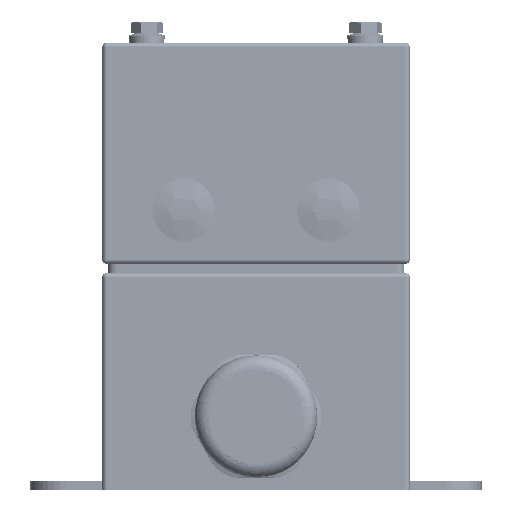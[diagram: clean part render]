
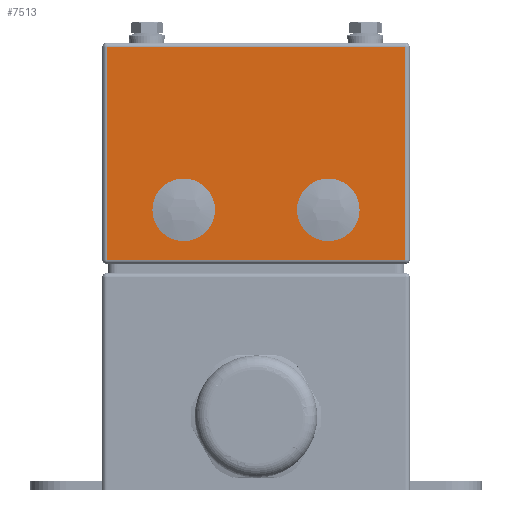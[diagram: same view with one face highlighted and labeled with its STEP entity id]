
A CAD part, front view. The second image highlights one B-rep face of the part: STEP entity #7513.
In plain terms, the highlighted planar face has unit normal (0, -1, 0).
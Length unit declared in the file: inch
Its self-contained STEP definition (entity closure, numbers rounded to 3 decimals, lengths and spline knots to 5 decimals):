
#5533 = AXIS2_PLACEMENT_3D ( 'NONE', #73200, #13304, #37054 ) ;
#5991 = EDGE_CURVE ( 'NONE', #16019, #61761, #39254, .T. ) ;
#6820 = VECTOR ( 'NONE', #45114, 39.37008 ) ;
#7391 = CARTESIAN_POINT ( 'NONE',  ( -2.065, -4.275, 1.47 ) ) ;
#7513 = ADVANCED_FACE ( 'NONE', ( #49809, #20208, #38135 ), #24915, .F. ) ;
#9261 = DIRECTION ( 'NONE',  ( 1., 0., 0. ) ) ;
#10138 = CARTESIAN_POINT ( 'NONE',  ( -2.065, -4.275, -1.47 ) ) ;
#10161 = VECTOR ( 'NONE', #9261, 39.37008 ) ;
#10882 = EDGE_CURVE ( 'NONE', #15349, #16019, #19058, .T. ) ;
#11433 = CIRCLE ( 'NONE', #51237, 0.375 ) ;
#12588 = EDGE_CURVE ( 'NONE', #34527, #22339, #50164, .T. ) ;
#13026 = CARTESIAN_POINT ( 'NONE',  ( 1., -4.275, -1.155 ) ) ;
#13304 = DIRECTION ( 'NONE',  ( 0., -1., 0. ) ) ;
#15349 = VERTEX_POINT ( 'NONE', #53873 ) ;
#16019 = VERTEX_POINT ( 'NONE', #7391 ) ;
#16029 = CARTESIAN_POINT ( 'NONE',  ( -1., -4.275, -0.405 ) ) ;
#16380 = VECTOR ( 'NONE', #39999, 39.37008 ) ;
#18498 = ORIENTED_EDGE ( 'NONE', *, *, #64149, .F. ) ;
#19058 = LINE ( 'NONE', #73118, #42360 ) ;
#19253 = EDGE_CURVE ( 'NONE', #28384, #15349, #44719, .T. ) ;
#20208 = FACE_BOUND ( 'NONE', #31209, .T. ) ;
#21338 = CARTESIAN_POINT ( 'NONE',  ( 2.065, -4.275, 1.53 ) ) ;
#22339 = VERTEX_POINT ( 'NONE', #37780 ) ;
#23013 = CARTESIAN_POINT ( 'NONE',  ( -1., -4.275, -0.78 ) ) ;
#24915 = PLANE ( 'NONE',  #57008 ) ;
#26090 = ORIENTED_EDGE ( 'NONE', *, *, #5991, .T. ) ;
#27308 = DIRECTION ( 'NONE',  ( 0., 0., -1. ) ) ;
#28384 = VERTEX_POINT ( 'NONE', #47451 ) ;
#30129 = AXIS2_PLACEMENT_3D ( 'NONE', #23013, #40519, #27308 ) ;
#30903 = VERTEX_POINT ( 'NONE', #13026 ) ;
#31209 = EDGE_LOOP ( 'NONE', ( #60002, #51070 ) ) ;
#31545 = DIRECTION ( 'NONE',  ( -1., 0., 0. ) ) ;
#33098 = ORIENTED_EDGE ( 'NONE', *, *, #19253, .T. ) ;
#34527 = VERTEX_POINT ( 'NONE', #16029 ) ;
#36521 = ORIENTED_EDGE ( 'NONE', *, *, #10882, .T. ) ;
#36983 = DIRECTION ( 'NONE',  ( 0., 0., 1. ) ) ;
#37054 = DIRECTION ( 'NONE',  ( 0., 0., -1. ) ) ;
#37780 = CARTESIAN_POINT ( 'NONE',  ( -1., -4.275, -1.155 ) ) ;
#38135 = FACE_OUTER_BOUND ( 'NONE', #69326, .T. ) ;
#39254 = LINE ( 'NONE', #73891, #6820 ) ;
#39999 = DIRECTION ( 'NONE',  ( 0., 0., 1. ) ) ;
#40519 = DIRECTION ( 'NONE',  ( 0., -1., 0. ) ) ;
#40556 = EDGE_CURVE ( 'NONE', #30903, #60142, #52829, .T. ) ;
#41685 = CIRCLE ( 'NONE', #72703, 0.375 ) ;
#42360 = VECTOR ( 'NONE', #31545, 39.37008 ) ;
#42934 = DIRECTION ( 'NONE',  ( 0., -1., 0. ) ) ;
#44108 = CARTESIAN_POINT ( 'NONE',  ( -1., -4.275, -0.78 ) ) ;
#44448 = CARTESIAN_POINT ( 'NONE',  ( 1., -4.275, -0.405 ) ) ;
#44719 = LINE ( 'NONE', #21338, #16380 ) ;
#45114 = DIRECTION ( 'NONE',  ( 0., 0., -1. ) ) ;
#46951 = ORIENTED_EDGE ( 'NONE', *, *, #54810, .T. ) ;
#47451 = CARTESIAN_POINT ( 'NONE',  ( 2.065, -4.275, -1.47 ) ) ;
#48278 = CARTESIAN_POINT ( 'NONE',  ( 2.125, -4.275, 1.53 ) ) ;
#49050 = DIRECTION ( 'NONE',  ( 0., 1., 0. ) ) ;
#49514 = CARTESIAN_POINT ( 'NONE',  ( 1., -4.275, -0.78 ) ) ;
#49541 = DIRECTION ( 'NONE',  ( 0., -1., 0. ) ) ;
#49770 = LINE ( 'NONE', #55621, #10161 ) ;
#49809 = FACE_BOUND ( 'NONE', #55313, .T. ) ;
#50164 = CIRCLE ( 'NONE', #30129, 0.375 ) ;
#51070 = ORIENTED_EDGE ( 'NONE', *, *, #74045, .F. ) ;
#51237 = AXIS2_PLACEMENT_3D ( 'NONE', #44108, #49541, #61617 ) ;
#52829 = CIRCLE ( 'NONE', #5533, 0.375 ) ;
#53873 = CARTESIAN_POINT ( 'NONE',  ( 2.065, -4.275, 1.47 ) ) ;
#54810 = EDGE_CURVE ( 'NONE', #61761, #28384, #49770, .T. ) ;
#55313 = EDGE_LOOP ( 'NONE', ( #18498, #61812 ) ) ;
#55621 = CARTESIAN_POINT ( 'NONE',  ( 2.125, -4.275, -1.47 ) ) ;
#57008 = AXIS2_PLACEMENT_3D ( 'NONE', #48278, #49050, #36983 ) ;
#60002 = ORIENTED_EDGE ( 'NONE', *, *, #40556, .F. ) ;
#60142 = VERTEX_POINT ( 'NONE', #44448 ) ;
#61617 = DIRECTION ( 'NONE',  ( 0., 0., -1. ) ) ;
#61761 = VERTEX_POINT ( 'NONE', #10138 ) ;
#61812 = ORIENTED_EDGE ( 'NONE', *, *, #12588, .F. ) ;
#64149 = EDGE_CURVE ( 'NONE', #22339, #34527, #11433, .T. ) ;
#69326 = EDGE_LOOP ( 'NONE', ( #46951, #33098, #36521, #26090 ) ) ;
#72703 = AXIS2_PLACEMENT_3D ( 'NONE', #49514, #42934, #73220 ) ;
#73118 = CARTESIAN_POINT ( 'NONE',  ( -2.125, -4.275, 1.47 ) ) ;
#73200 = CARTESIAN_POINT ( 'NONE',  ( 1., -4.275, -0.78 ) ) ;
#73220 = DIRECTION ( 'NONE',  ( 0., 0., -1. ) ) ;
#73891 = CARTESIAN_POINT ( 'NONE',  ( -2.065, -4.275, 1.53 ) ) ;
#74045 = EDGE_CURVE ( 'NONE', #60142, #30903, #41685, .T. ) ;
